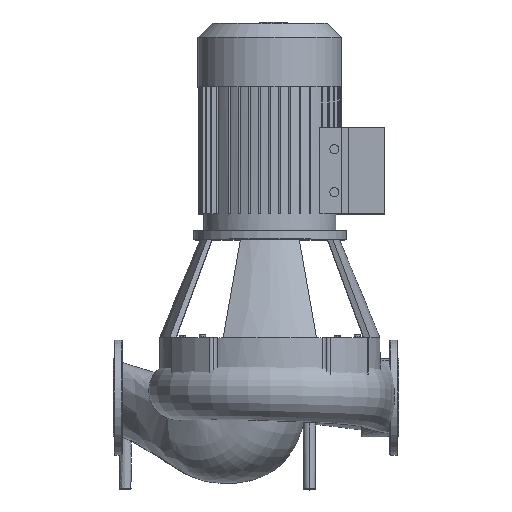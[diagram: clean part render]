
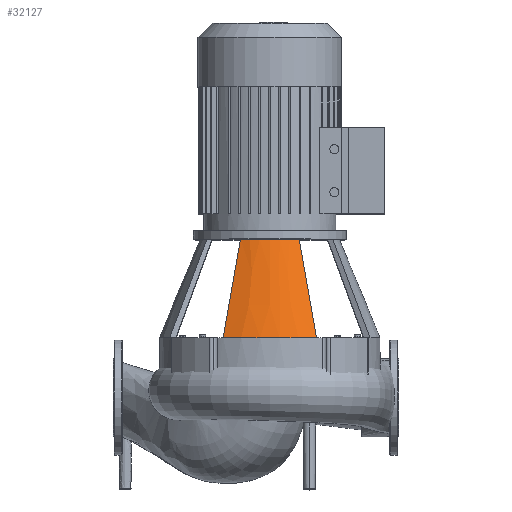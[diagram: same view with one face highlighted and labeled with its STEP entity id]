
A CAD part, top view. The second image highlights one B-rep face of the part: STEP entity #32127.
In plain terms, the highlighted free-form (B-spline) face has degree [3, 3] with [12, 4] control points.
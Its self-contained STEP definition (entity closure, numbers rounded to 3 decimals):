
#31724=CARTESIAN_POINT('',(276.185,343.,396.852));
#31725=VERTEX_POINT('',#31724);
#31726=CARTESIAN_POINT('',(403.815,343.,396.852));
#31727=VERTEX_POINT('',#31726);
#31728=CARTESIAN_POINT('',(276.185,343.,396.852));
#31729=CARTESIAN_POINT('',(286.137,343.,401.493));
#31730=CARTESIAN_POINT('',(296.597,343.,405.044));
#31731=CARTESIAN_POINT('',(318.038,343.,409.797));
#31732=CARTESIAN_POINT('',(329.019,343.,411.0));
#31733=CARTESIAN_POINT('',(345.491,343.,411.0));
#31734=CARTESIAN_POINT('',(350.981,343.,410.7));
#31735=CARTESIAN_POINT('',(361.897,343.,409.505));
#31736=CARTESIAN_POINT('',(367.322,343.,408.609));
#31737=CARTESIAN_POINT('',(383.403,343.,405.044));
#31738=CARTESIAN_POINT('',(393.863,343.,401.493));
#31739=CARTESIAN_POINT('',(403.815,343.,396.852));
#31740=B_SPLINE_CURVE_WITH_KNOTS('',3,(#31728,#31729,#31730,#31731,#31732,#31733,#31734,#31735,#31736,#31737,#31738,#31739),.UNSPECIFIED.,.F.,.U.,(4,2,2,2,2,4),(0.0,0.25,0.5,0.625,0.75,1.0),.UNSPECIFIED.);
#31741=EDGE_CURVE('',#31725,#31727,#31740,.T.);
#32052=CARTESIAN_POINT('',(403.815,343.,396.852));
#32053=CARTESIAN_POINT('',(393.863,343.,401.493));
#32054=CARTESIAN_POINT('',(383.403,343.,405.044));
#32055=CARTESIAN_POINT('',(367.322,343.,408.609));
#32056=CARTESIAN_POINT('',(361.897,343.,409.505));
#32057=CARTESIAN_POINT('',(350.981,343.,410.7));
#32058=CARTESIAN_POINT('',(345.491,343.,411.0));
#32059=CARTESIAN_POINT('',(329.019,343.,411.0));
#32060=CARTESIAN_POINT('',(318.038,343.,409.797));
#32061=CARTESIAN_POINT('',(296.597,343.,405.044));
#32062=CARTESIAN_POINT('',(286.137,343.,401.493));
#32063=CARTESIAN_POINT('',(276.185,343.,396.852));
#32064=CARTESIAN_POINT('',(416.353,271.933,423.74));
#32065=CARTESIAN_POINT('',(404.446,271.933,429.292));
#32066=CARTESIAN_POINT('',(391.93,271.933,433.54));
#32067=CARTESIAN_POINT('',(372.69,271.933,437.806));
#32068=CARTESIAN_POINT('',(366.199,271.933,438.878));
#32069=CARTESIAN_POINT('',(353.138,271.933,440.308));
#32070=CARTESIAN_POINT('',(346.569,271.933,440.667));
#32071=CARTESIAN_POINT('',(326.862,271.933,440.667));
#32072=CARTESIAN_POINT('',(313.724,271.933,439.228));
#32073=CARTESIAN_POINT('',(288.07,271.933,433.54));
#32074=CARTESIAN_POINT('',(275.554,271.933,429.292));
#32075=CARTESIAN_POINT('',(263.647,271.933,423.74));
#32076=CARTESIAN_POINT('',(428.891,200.867,450.627));
#32077=CARTESIAN_POINT('',(415.028,200.867,457.091));
#32078=CARTESIAN_POINT('',(400.458,200.867,462.037));
#32079=CARTESIAN_POINT('',(378.058,200.867,467.003));
#32080=CARTESIAN_POINT('',(370.501,200.867,468.251));
#32081=CARTESIAN_POINT('',(355.296,200.867,469.916));
#32082=CARTESIAN_POINT('',(347.648,200.867,470.333));
#32083=CARTESIAN_POINT('',(324.704,200.867,470.333));
#32084=CARTESIAN_POINT('',(309.409,200.867,468.658));
#32085=CARTESIAN_POINT('',(279.542,200.867,462.037));
#32086=CARTESIAN_POINT('',(264.972,200.867,457.091));
#32087=CARTESIAN_POINT('',(251.109,200.867,450.627));
#32088=CARTESIAN_POINT('',(441.428,129.8,477.514));
#32089=CARTESIAN_POINT('',(425.61,129.8,484.89));
#32090=CARTESIAN_POINT('',(408.985,129.8,490.533));
#32091=CARTESIAN_POINT('',(383.426,129.8,496.2));
#32092=CARTESIAN_POINT('',(374.803,129.8,497.623));
#32093=CARTESIAN_POINT('',(357.453,129.8,499.524));
#32094=CARTESIAN_POINT('',(348.727,129.8,500.0));
#32095=CARTESIAN_POINT('',(322.547,129.8,500.0));
#32096=CARTESIAN_POINT('',(305.094,129.8,498.089));
#32097=CARTESIAN_POINT('',(271.015,129.8,490.533));
#32098=CARTESIAN_POINT('',(254.39,129.8,484.89));
#32099=CARTESIAN_POINT('',(238.572,129.8,477.514));
#32100=B_SPLINE_SURFACE_WITH_KNOTS('',3,3,((#32052,#32064,#32076,#32088),(#32053,#32065,#32077,#32089),(#32054,#32066,#32078,#32090),(#32055,#32067,#32079,#32091),(#32056,#32068,#32080,#32092),(#32057,#32069,#32081,#32093),(#32058,#32070,#32082,#32094),(#32059,#32071,#32083,#32095),(#32060,#32072,#32084,#32096),(#32061,#32073,#32085,#32097),(#32062,#32074,#32086,#32098),(#32063,#32075,#32087,#32099)),.UNSPECIFIED.,.F.,.F.,.U.,(4,2,2,2,2,4),(4,4),(0.0,0.25,0.375,0.5,0.75,1.0),(0.0,1.0),.UNSPECIFIED.);
#32101=ORIENTED_EDGE('',*,*,#31741,.F.);
#32102=CARTESIAN_POINT('',(238.572,129.8,477.514));
#32103=VERTEX_POINT('',#32102);
#32104=CARTESIAN_POINT('',(276.185,343.,396.852));
#32105=DIRECTION('',(-0.163,-0.923,0.349));
#32106=VECTOR('',#32105,231.031);
#32107=LINE('',#32104,#32106);
#32108=EDGE_CURVE('',#31725,#32103,#32107,.T.);
#32109=ORIENTED_EDGE('',*,*,#32108,.T.);
#32110=CARTESIAN_POINT('',(441.428,129.8,477.514));
#32111=VERTEX_POINT('',#32110);
#32112=CARTESIAN_POINT('',(340.0,129.8,260.0));
#32113=DIRECTION('',(0.0,-1.0,0.0));
#32114=DIRECTION('',(1.0,0.0,0.0));
#32115=AXIS2_PLACEMENT_3D('',#32112,#32113,#32114);
#32116=CIRCLE('',#32115,240.0);
#32117=EDGE_CURVE('',#32111,#32103,#32116,.T.);
#32118=ORIENTED_EDGE('',*,*,#32117,.F.);
#32119=CARTESIAN_POINT('',(403.815,343.,396.852));
#32120=DIRECTION('',(0.163,-0.923,0.349));
#32121=VECTOR('',#32120,231.031);
#32122=LINE('',#32119,#32121);
#32123=EDGE_CURVE('',#31727,#32111,#32122,.T.);
#32124=ORIENTED_EDGE('',*,*,#32123,.F.);
#32125=EDGE_LOOP('',(#32101,#32109,#32118,#32124));
#32126=FACE_OUTER_BOUND('',#32125,.T.);
#32127=ADVANCED_FACE('',(#32126),#32100,.T.);
